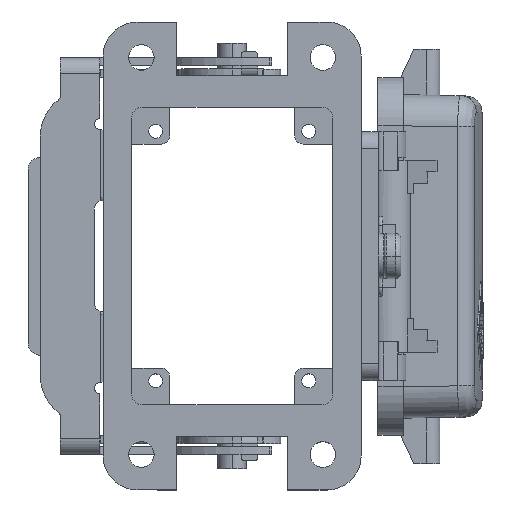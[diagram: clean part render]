
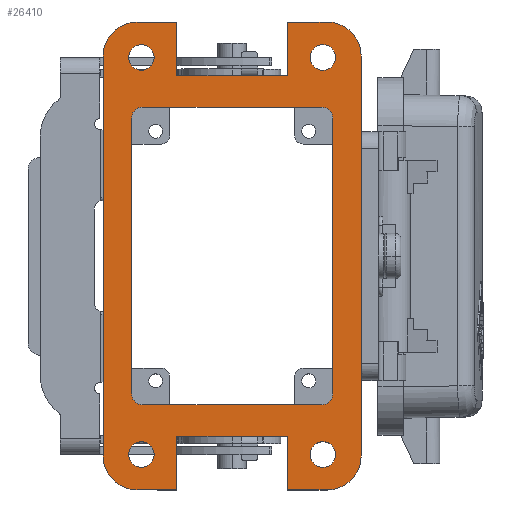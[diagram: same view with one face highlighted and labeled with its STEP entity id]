
A CAD part, top view. The second image highlights one B-rep face of the part: STEP entity #26410.
In plain terms, the highlighted face is planar.
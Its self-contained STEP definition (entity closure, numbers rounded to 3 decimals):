
#2080=CARTESIAN_POINT('',(-32.75,16.,-20.));
#2090=VERTEX_POINT('',#2080);
#2120=CARTESIAN_POINT('',(-35.,16.,-20.));
#2130=DIRECTION('',(0.,0.,1.));
#2140=DIRECTION('',(-1.,0.,0.));
#2150=AXIS2_PLACEMENT_3D('',#2120,#2130,#2140);
#2160=CIRCLE('',#2150,2.25);
#2170=CARTESIAN_POINT('',(-37.25,16.,-20.));
#2180=VERTEX_POINT('',#2170);
#2190=EDGE_CURVE('',#2090,#2180,#2160,.T.);
#2500=CARTESIAN_POINT('',(-37.25,-16.,-20.));
#2510=VERTEX_POINT('',#2500);
#2670=CARTESIAN_POINT('',(-32.75,-16.,-20.));
#2680=VERTEX_POINT('',#2670);
#2710=CARTESIAN_POINT('',(-35.,-16.,-20.));
#2720=DIRECTION('',(0.,0.,1.));
#2730=DIRECTION('',(-1.,0.,0.));
#2740=AXIS2_PLACEMENT_3D('',#2710,#2720,#2730);
#2750=CIRCLE('',#2740,2.25);
#2760=EDGE_CURVE('',#2680,#2510,#2750,.T.);
#2920=CARTESIAN_POINT('',(37.25,16.,-20.));
#2930=VERTEX_POINT('',#2920);
#3090=CARTESIAN_POINT('',(32.75,16.,-20.));
#3100=VERTEX_POINT('',#3090);
#3130=CARTESIAN_POINT('',(35.,16.,-20.));
#3140=DIRECTION('',(0.,0.,1.));
#3150=DIRECTION('',(-1.,0.,0.));
#3160=AXIS2_PLACEMENT_3D('',#3130,#3140,#3150);
#3170=CIRCLE('',#3160,2.25);
#3180=EDGE_CURVE('',#3100,#2930,#3170,.T.);
#3340=CARTESIAN_POINT('',(32.75,-16.,-20.));
#3350=VERTEX_POINT('',#3340);
#3510=CARTESIAN_POINT('',(37.25,-16.,-20.));
#3520=VERTEX_POINT('',#3510);
#3550=CARTESIAN_POINT('',(35.,-16.,-20.));
#3560=DIRECTION('',(0.,0.,1.));
#3570=DIRECTION('',(-1.,0.,0.));
#3580=AXIS2_PLACEMENT_3D('',#3550,#3560,#3570);
#3590=CIRCLE('',#3580,2.25);
#3600=EDGE_CURVE('',#3520,#3350,#3590,.T.);
#16110=CARTESIAN_POINT('',(35.25,-22.75,-20.));
#16120=VERTEX_POINT('',#16110);
#16300=CARTESIAN_POINT('',(41.25,-16.75,-20.));
#16310=VERTEX_POINT('',#16300);
#16340=CARTESIAN_POINT('',(35.25,-16.75,-20.));
#16350=DIRECTION('',(0.,0.,1.));
#16360=DIRECTION('',(0.,-1.,0.));
#16370=AXIS2_PLACEMENT_3D('',#16340,#16350,#16360);
#16380=CIRCLE('',#16370,6.);
#16390=EDGE_CURVE('',#16120,#16310,#16380,.T.);
#16780=CARTESIAN_POINT('',(-26.25,15.75,-20.));
#16790=VERTEX_POINT('',#16780);
#16970=CARTESIAN_POINT('',(-24.25,17.75,-20.));
#16980=VERTEX_POINT('',#16970);
#17010=CARTESIAN_POINT('',(-24.25,15.75,-20.));
#17020=DIRECTION('',(0.,0.,1.));
#17030=DIRECTION('',(0.,1.,0.));
#17040=AXIS2_PLACEMENT_3D('',#17010,#17020,#17030);
#17050=CIRCLE('',#17040,2.);
#17060=EDGE_CURVE('',#16980,#16790,#17050,.T.);
#17600=CARTESIAN_POINT('',(35.25,22.75,-20.));
#17610=VERTEX_POINT('',#17600);
#18080=CARTESIAN_POINT('',(-35.25,22.75,-20.));
#18090=VERTEX_POINT('',#18080);
#18120=CARTESIAN_POINT('',(35.25,22.75,-20.));
#18130=DIRECTION('',(-1.,0.,0.));
#18140=VECTOR('',#18130,70.5);
#18150=LINE('',#18120,#18140);
#18160=EDGE_CURVE('',#17610,#18090,#18150,.T.);
#19690=CARTESIAN_POINT('',(41.25,9.75,-20.));
#19700=VERTEX_POINT('',#19690);
#19850=CARTESIAN_POINT('',(41.25,16.75,-20.));
#19860=VERTEX_POINT('',#19850);
#19890=CARTESIAN_POINT('',(41.25,-16.75,-20.));
#19900=DIRECTION('',(0.,1.,0.));
#19910=VECTOR('',#19900,33.5);
#19920=LINE('',#19890,#19910);
#19930=EDGE_CURVE('',#19700,#19860,#19920,.T.);
#20500=CARTESIAN_POINT('',(-41.25,16.75,-20.));
#20510=VERTEX_POINT('',#20500);
#20540=CARTESIAN_POINT('',(-35.25,16.75,-20.));
#20550=DIRECTION('',(0.,0.,1.));
#20560=DIRECTION('',(0.,1.,0.));
#20570=AXIS2_PLACEMENT_3D('',#20540,#20550,#20560);
#20580=CIRCLE('',#20570,6.);
#20590=EDGE_CURVE('',#18090,#20510,#20580,.T.);
#21030=CARTESIAN_POINT('',(35.25,16.75,-20.));
#21040=DIRECTION('',(0.,0.,1.));
#21050=DIRECTION('',(1.,0.,0.));
#21060=AXIS2_PLACEMENT_3D('',#21030,#21040,#21050);
#21070=CIRCLE('',#21060,6.);
#21080=EDGE_CURVE('',#19860,#17610,#21070,.T.);
#22330=CARTESIAN_POINT('',(-24.25,-17.75,-20.));
#22340=VERTEX_POINT('',#22330);
#22420=CARTESIAN_POINT('',(-26.25,-15.75,-20.));
#22430=VERTEX_POINT('',#22420);
#22460=CARTESIAN_POINT('',(-24.25,-15.75,-20.));
#22470=DIRECTION('',(0.,0.,1.));
#22480=DIRECTION('',(-1.,0.,0.));
#22490=AXIS2_PLACEMENT_3D('',#22460,#22470,#22480);
#22500=CIRCLE('',#22490,2.);
#22510=EDGE_CURVE('',#22430,#22340,#22500,.T.);
#22960=CARTESIAN_POINT('',(26.25,-15.75,-20.));
#22970=VERTEX_POINT('',#22960);
#23050=CARTESIAN_POINT('',(24.25,-17.75,-20.));
#23060=VERTEX_POINT('',#23050);
#23090=CARTESIAN_POINT('',(24.25,-15.75,-20.));
#23100=DIRECTION('',(0.,0.,1.));
#23110=DIRECTION('',(0.,-1.,0.));
#23120=AXIS2_PLACEMENT_3D('',#23090,#23100,#23110);
#23130=CIRCLE('',#23120,2.);
#23140=EDGE_CURVE('',#23060,#22970,#23130,.T.);
#24360=CARTESIAN_POINT('',(-24.25,-17.75,-20.));
#24370=DIRECTION('',(1.,0.,0.));
#24380=VECTOR('',#24370,48.5);
#24390=LINE('',#24360,#24380);
#24400=EDGE_CURVE('',#22340,#23060,#24390,.T.);
#24820=CARTESIAN_POINT('',(-35.25,-22.75,-20.));
#24830=VERTEX_POINT('',#24820);
#24950=CARTESIAN_POINT('',(-35.25,-22.75,-20.));
#24960=DIRECTION('',(1.,0.,0.));
#24970=VECTOR('',#24960,70.5);
#24980=LINE('',#24950,#24970);
#24990=EDGE_CURVE('',#24830,#16120,#24980,.T.);
#25040=CARTESIAN_POINT('',(0.,0.,-20.));
#25050=DIRECTION('',(0.,0.,1.));
#25060=DIRECTION('',(1.,0.,0.));
#25070=AXIS2_PLACEMENT_3D('',#25040,#25050,#25060);
#25080=PLANE('',#25070);
#25090=CARTESIAN_POINT('',(-35.25,-16.75,-20.));
#25100=DIRECTION('',(0.,0.,1.));
#25110=DIRECTION('',(-1.,0.,0.));
#25120=AXIS2_PLACEMENT_3D('',#25090,#25100,#25110);
#25130=CIRCLE('',#25120,6.);
#25140=CARTESIAN_POINT('',(-41.25,-16.75,-20.));
#25150=VERTEX_POINT('',#25140);
#25160=EDGE_CURVE('',#25150,#24830,#25130,.T.);
#25170=ORIENTED_EDGE('',*,*,#25160,.F.);
#25180=ORIENTED_EDGE('',*,*,#24990,.F.);
#25190=ORIENTED_EDGE('',*,*,#16390,.F.);
#25200=CARTESIAN_POINT('',(41.25,-9.75,-20.));
#25210=VERTEX_POINT('',#25200);
#25220=EDGE_CURVE('',#16310,#25210,#19920,.T.);
#25230=ORIENTED_EDGE('',*,*,#25220,.F.);
#25240=CARTESIAN_POINT('',(30.75,-9.75,-20.));
#25250=DIRECTION('',(1.,0.,0.));
#25260=VECTOR('',#25250,1.);
#25270=LINE('',#25240,#25260);
#25280=CARTESIAN_POINT('',(31.75,-9.75,-20.));
#25290=VERTEX_POINT('',#25280);
#25300=EDGE_CURVE('',#25290,#25210,#25270,.T.);
#25310=ORIENTED_EDGE('',*,*,#25300,.T.);
#25320=CARTESIAN_POINT('',(31.75,-9.75,-20.));
#25330=DIRECTION('',(0.,1.,0.));
#25340=VECTOR('',#25330,1.);
#25350=LINE('',#25320,#25340);
#25360=CARTESIAN_POINT('',(31.75,9.75,-20.));
#25370=VERTEX_POINT('',#25360);
#25380=EDGE_CURVE('',#25290,#25370,#25350,.T.);
#25390=ORIENTED_EDGE('',*,*,#25380,.F.);
#25400=CARTESIAN_POINT('',(41.25,9.75,-20.));
#25410=DIRECTION('',(-1.,0.,0.));
#25420=VECTOR('',#25410,1.);
#25430=LINE('',#25400,#25420);
#25440=EDGE_CURVE('',#19700,#25370,#25430,.T.);
#25450=ORIENTED_EDGE('',*,*,#25440,.T.);
#25460=ORIENTED_EDGE('',*,*,#19930,.F.);
#25470=ORIENTED_EDGE('',*,*,#21080,.F.);
#25480=ORIENTED_EDGE('',*,*,#18160,.F.);
#25490=ORIENTED_EDGE('',*,*,#20590,.F.);
#25500=CARTESIAN_POINT('',(-41.25,16.75,-20.));
#25510=DIRECTION('',(0.,-1.,0.));
#25520=VECTOR('',#25510,33.5);
#25530=LINE('',#25500,#25520);
#25540=CARTESIAN_POINT('',(-41.25,9.75,-20.));
#25550=VERTEX_POINT('',#25540);
#25560=EDGE_CURVE('',#20510,#25550,#25530,.T.);
#25570=ORIENTED_EDGE('',*,*,#25560,.F.);
#25580=CARTESIAN_POINT('',(-30.75,9.75,-20.));
#25590=DIRECTION('',(-1.,0.,0.));
#25600=VECTOR('',#25590,1.);
#25610=LINE('',#25580,#25600);
#25620=CARTESIAN_POINT('',(-31.75,9.75,-20.));
#25630=VERTEX_POINT('',#25620);
#25640=EDGE_CURVE('',#25630,#25550,#25610,.T.);
#25650=ORIENTED_EDGE('',*,*,#25640,.T.);
#25660=CARTESIAN_POINT('',(-31.75,9.75,-20.));
#25670=DIRECTION('',(0.,-1.,0.));
#25680=VECTOR('',#25670,1.);
#25690=LINE('',#25660,#25680);
#25700=CARTESIAN_POINT('',(-31.75,-9.75,-20.));
#25710=VERTEX_POINT('',#25700);
#25720=EDGE_CURVE('',#25630,#25710,#25690,.T.);
#25730=ORIENTED_EDGE('',*,*,#25720,.F.);
#25740=CARTESIAN_POINT('',(-41.25,-9.75,-20.));
#25750=DIRECTION('',(1.,0.,0.));
#25760=VECTOR('',#25750,1.);
#25770=LINE('',#25740,#25760);
#25780=CARTESIAN_POINT('',(-41.25,-9.75,-20.));
#25790=VERTEX_POINT('',#25780);
#25800=EDGE_CURVE('',#25790,#25710,#25770,.T.);
#25810=ORIENTED_EDGE('',*,*,#25800,.T.);
#25820=EDGE_CURVE('',#25790,#25150,#25530,.T.);
#25830=ORIENTED_EDGE('',*,*,#25820,.F.);
#25840=EDGE_LOOP('',(#25830,#25810,#25730,#25650,#25570,#25490,#25480,
#25470,#25460,#25450,#25390,#25310,#25230,#25190,#25180,#25170));
#25850=FACE_OUTER_BOUND('',#25840,.T.);
#25860=ORIENTED_EDGE('',*,*,#17060,.T.);
#25870=CARTESIAN_POINT('',(24.25,17.75,-20.));
#25880=DIRECTION('',(-1.,0.,0.));
#25890=VECTOR('',#25880,48.5);
#25900=LINE('',#25870,#25890);
#25910=CARTESIAN_POINT('',(24.25,17.75,-20.));
#25920=VERTEX_POINT('',#25910);
#25930=EDGE_CURVE('',#25920,#16980,#25900,.T.);
#25940=ORIENTED_EDGE('',*,*,#25930,.T.);
#25950=CARTESIAN_POINT('',(24.25,15.75,-20.));
#25960=DIRECTION('',(0.,0.,1.));
#25970=DIRECTION('',(1.,0.,0.));
#25980=AXIS2_PLACEMENT_3D('',#25950,#25960,#25970);
#25990=CIRCLE('',#25980,2.);
#26000=CARTESIAN_POINT('',(26.25,15.75,-20.));
#26010=VERTEX_POINT('',#26000);
#26020=EDGE_CURVE('',#26010,#25920,#25990,.T.);
#26030=ORIENTED_EDGE('',*,*,#26020,.T.);
#26040=CARTESIAN_POINT('',(26.25,-15.75,-20.));
#26050=DIRECTION('',(0.,1.,0.));
#26060=VECTOR('',#26050,31.5);
#26070=LINE('',#26040,#26060);
#26080=EDGE_CURVE('',#22970,#26010,#26070,.T.);
#26090=ORIENTED_EDGE('',*,*,#26080,.T.);
#26100=ORIENTED_EDGE('',*,*,#23140,.T.);
#26110=ORIENTED_EDGE('',*,*,#24400,.T.);
#26120=ORIENTED_EDGE('',*,*,#22510,.T.);
#26130=CARTESIAN_POINT('',(-26.25,15.75,-20.));
#26140=DIRECTION('',(0.,-1.,0.));
#26150=VECTOR('',#26140,31.5);
#26160=LINE('',#26130,#26150);
#26170=EDGE_CURVE('',#16790,#22430,#26160,.T.);
#26180=ORIENTED_EDGE('',*,*,#26170,.T.);
#26190=EDGE_LOOP('',(#26180,#26120,#26110,#26100,#26090,#26030,#25940,
#25860));
#26200=FACE_BOUND('',#26190,.T.);
#26210=EDGE_CURVE('',#3350,#3520,#3590,.T.);
#26220=ORIENTED_EDGE('',*,*,#26210,.T.);
#26230=ORIENTED_EDGE('',*,*,#3600,.T.);
#26240=EDGE_LOOP('',(#26230,#26220));
#26250=FACE_BOUND('',#26240,.T.);
#26260=EDGE_CURVE('',#2930,#3100,#3170,.T.);
#26270=ORIENTED_EDGE('',*,*,#26260,.T.);
#26280=ORIENTED_EDGE('',*,*,#3180,.T.);
#26290=EDGE_LOOP('',(#26280,#26270));
#26300=FACE_BOUND('',#26290,.T.);
#26310=EDGE_CURVE('',#2510,#2680,#2750,.T.);
#26320=ORIENTED_EDGE('',*,*,#26310,.T.);
#26330=ORIENTED_EDGE('',*,*,#2760,.T.);
#26340=EDGE_LOOP('',(#26330,#26320));
#26350=FACE_BOUND('',#26340,.T.);
#26360=EDGE_CURVE('',#2180,#2090,#2160,.T.);
#26370=ORIENTED_EDGE('',*,*,#26360,.T.);
#26380=ORIENTED_EDGE('',*,*,#2190,.T.);
#26390=EDGE_LOOP('',(#26380,#26370));
#26400=FACE_BOUND('',#26390,.T.);
#26410=ADVANCED_FACE('',(#25850,#26200,#26250,#26300,#26350,#26400),
#25080,.F.);
